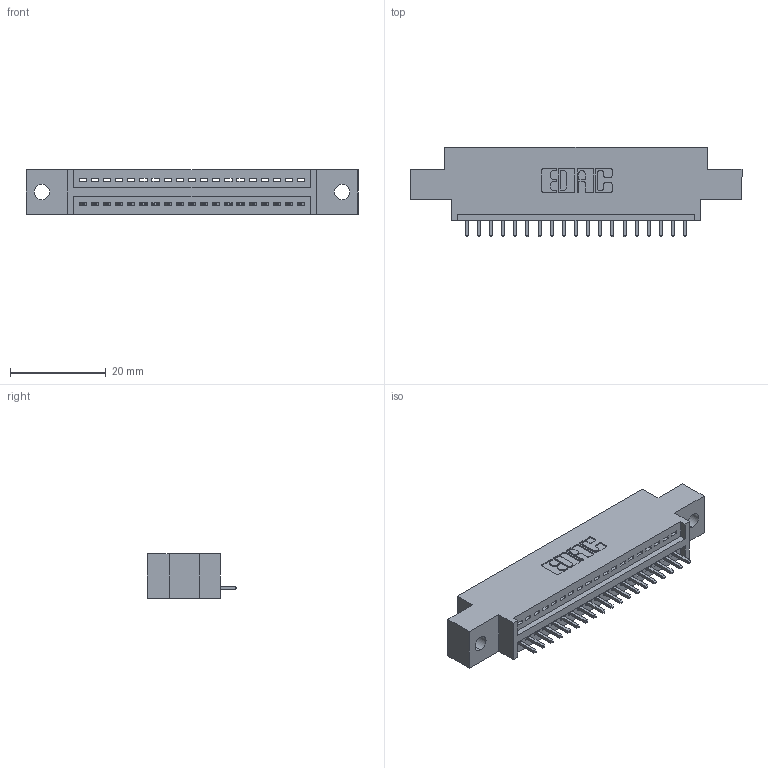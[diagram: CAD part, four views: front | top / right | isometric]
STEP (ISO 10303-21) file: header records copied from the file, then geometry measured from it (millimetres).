
FILE_DESCRIPTION (( 'STEP AP203' ), '1' );
FILE_NAME ('395-019-521-602.STEP', '2019-10-17T16:48:05', ( '' ), ( '' ), 'SwSTEP 2.0', 'SolidWorks 2016', '' );
FILE_SCHEMA (( 'CONFIG_CONTROL_DESIGN' ));
Length unit declared in the file: inch
Products named in the file (3): 395-019-521-602; 345-292-001_345-293-121; 345 Part_0.170 Offset - 0.128 Dia
Assembly tree (20 placements, depth 2):
  395-019-521-602
    345 Part_0.170 Offset - 0.128 Dia
    345-292-001_345-293-121  x19
Bounding box: 69.47 x 18.72 x 9.4 mm (x, y, z)
Volume: 6205.7 mm3; surface area: 7577.9 mm2
Topology: 20 solids, 20 shells, 1232 faces, 3697 edges, 2438 vertices
Faces by surface type: plane 844, cylinder 388
Entity records: 17549 total; most frequent: CARTESIAN_POINT 3049, ORIENTED_EDGE 3002, DIRECTION 2695, EDGE_CURVE 1501, LINE 1293, VECTOR 1293, VERTEX_POINT 998, AXIS2_PLACEMENT_3D 701
